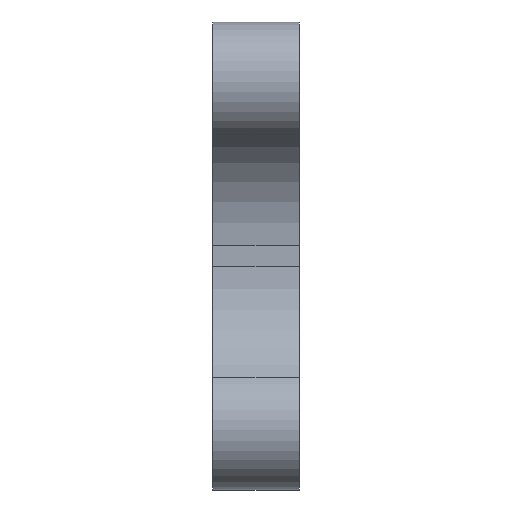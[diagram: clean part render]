
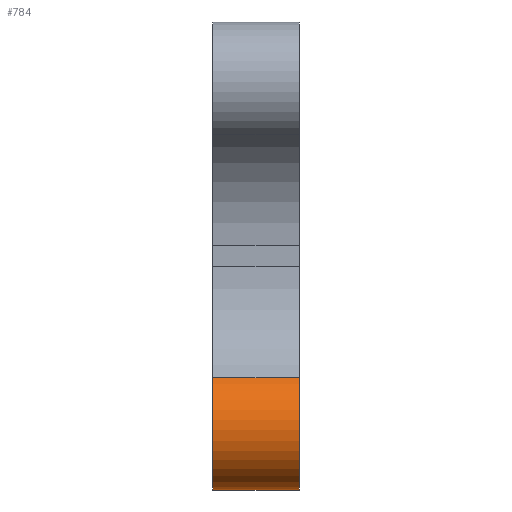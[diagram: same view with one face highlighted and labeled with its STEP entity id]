
A CAD part, left-side view. The second image highlights one B-rep face of the part: STEP entity #784.
In plain terms, the highlighted cylindrical face has radius 7 mm (diameter 14 mm), a partial arc.
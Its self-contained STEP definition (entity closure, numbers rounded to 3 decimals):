
#68=FACE_OUTER_BOUND('',#107,.T.);
#107=EDGE_LOOP('',(#544,#545,#546,#547));
#187=LINE('',#1224,#232);
#189=LINE('',#1232,#234);
#232=VECTOR('',#971,10.);
#234=VECTOR('',#979,10.);
#283=CIRCLE('',#848,7.);
#284=CIRCLE('',#849,7.);
#348=VERTEX_POINT('',#1221);
#349=VERTEX_POINT('',#1223);
#351=VERTEX_POINT('',#1229);
#352=VERTEX_POINT('',#1231);
#426=EDGE_CURVE('',#348,#349,#187,.T.);
#429=EDGE_CURVE('',#348,#351,#283,.T.);
#430=EDGE_CURVE('',#352,#351,#189,.T.);
#431=EDGE_CURVE('',#349,#352,#284,.T.);
#544=ORIENTED_EDGE('',*,*,#426,.F.);
#545=ORIENTED_EDGE('',*,*,#429,.T.);
#546=ORIENTED_EDGE('',*,*,#430,.F.);
#547=ORIENTED_EDGE('',*,*,#431,.F.);
#751=CYLINDRICAL_SURFACE('',#847,7.);
#784=ADVANCED_FACE('',(#68),#751,.T.);
#847=AXIS2_PLACEMENT_3D('',#1228,#975,#976);
#848=AXIS2_PLACEMENT_3D('',#1230,#977,#978);
#849=AXIS2_PLACEMENT_3D('',#1233,#980,#981);
#971=DIRECTION('',(0.,1.,0.));
#975=DIRECTION('center_axis',(0.,1.,0.));
#976=DIRECTION('ref_axis',(-1.,0.,0.));
#977=DIRECTION('center_axis',(0.,1.,0.));
#978=DIRECTION('ref_axis',(-1.,0.,0.));
#979=DIRECTION('',(0.,-1.,0.));
#980=DIRECTION('center_axis',(0.,1.,0.));
#981=DIRECTION('ref_axis',(-1.,0.,0.));
#1221=CARTESIAN_POINT('',(-24.497,10.,-25.359));
#1223=CARTESIAN_POINT('',(-24.497,20.,-25.359));
#1224=CARTESIAN_POINT('',(-24.497,10.,-25.359));
#1228=CARTESIAN_POINT('Origin',(-29.,10.,-20.));
#1229=CARTESIAN_POINT('',(-32.659,10.,-14.033));
#1230=CARTESIAN_POINT('Origin',(-29.,10.,-20.));
#1231=CARTESIAN_POINT('',(-32.659,20.,-14.033));
#1232=CARTESIAN_POINT('',(-32.659,10.,-14.033));
#1233=CARTESIAN_POINT('Origin',(-29.,20.,-20.));
